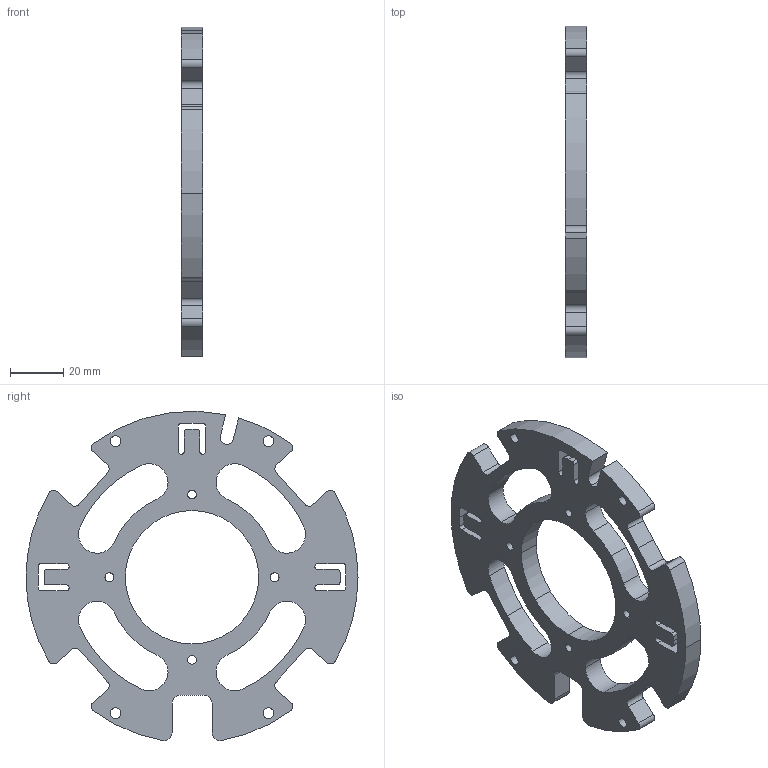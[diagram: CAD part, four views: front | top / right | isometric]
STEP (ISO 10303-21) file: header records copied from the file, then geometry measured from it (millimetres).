
FILE_DESCRIPTION(('CATIA V5 STEP Exchange'),'2;1');
FILE_NAME('cadegage.stp','2019-06-14T20:14:23+00:00',('none'),('none'),'CATIA Version 5 Release 19 GA (IN-10)','CATIA V5 STEP AP203','none');
FILE_SCHEMA(('CONFIG_CONTROL_DESIGN'));
Length unit declared in the file: millimetre
Products named in the file (1): çadégage
Bounding box: 8 x 124.5 x 123.52 mm (x, y, z)
Volume: 51400.8 mm3; surface area: 23592.2 mm2
Topology: 1 solids, 1 shells, 151 faces, 447 edges, 298 vertices
Faces by surface type: cylinder 104, plane 47
Entity records: 4792 total; most frequent: ORIENTED_EDGE 894, CARTESIAN_POINT 846, DIRECTION 647, EDGE_CURVE 447, AXIS2_PLACEMENT_3D 309, VERTEX_POINT 298, VECTOR 239, LINE 239
